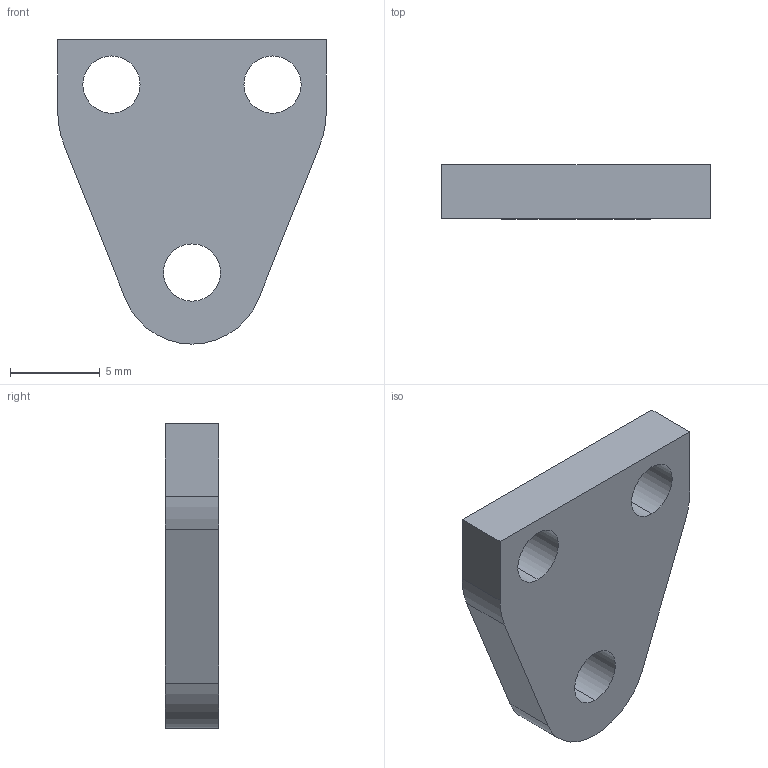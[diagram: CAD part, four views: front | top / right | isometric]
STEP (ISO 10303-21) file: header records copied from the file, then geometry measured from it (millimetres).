
FILE_DESCRIPTION (( 'STEP AP203' ), '1' );
FILE_NAME ('Track_Chasis_sidebearing_mount01.STEP', '2024-12-26T02:06:27', ( '' ), ( '' ), 'SwSTEP 2.0', 'SolidWorks 2024', '' );
FILE_SCHEMA (( 'CONFIG_CONTROL_DESIGN' ));
Length unit declared in the file: millimetre
Products named in the file (1): Track_Chasis_sidebearing_mount01
Bounding box: 15 x 3 x 17 mm (x, y, z)
Volume: 512 mm3; surface area: 596.5 mm2
Topology: 1 solids, 1 shells, 17 faces, 45 edges, 30 vertices
Faces by surface type: cylinder 10, plane 7
Entity records: 628 total; most frequent: DIRECTION 101, CARTESIAN_POINT 93, ORIENTED_EDGE 90, EDGE_CURVE 45, AXIS2_PLACEMENT_3D 38, VERTEX_POINT 30, VECTOR 25, LINE 25
